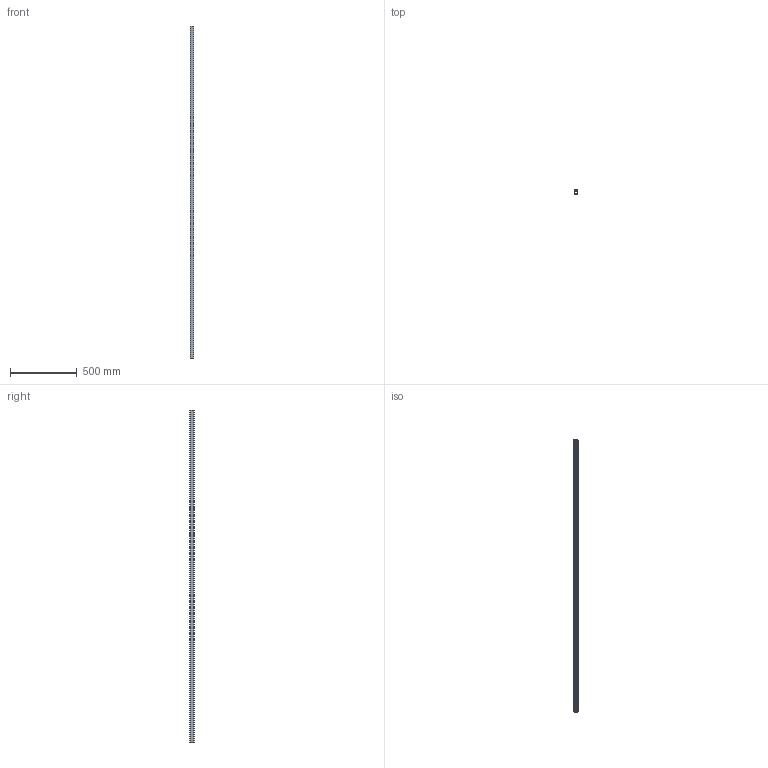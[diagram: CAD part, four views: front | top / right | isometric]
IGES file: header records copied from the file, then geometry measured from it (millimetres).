
Start section: VISI Layer Mapping Iges    VISI  12     240 LR  13     WARNINGS
Global section: file name: 100-240-LR-98in.igs; native system: VISI 20.0; preprocessor: 2.0; author: Adam; organization: Unknown; date: 20140706.162903; units: inch
Bounding box: 25.65 x 32 x 2489.2 mm (x, y, z)
Surface area: 578828.4 mm2 (no closed solid volume)
Topology: 0 solids, 0 shells, 162 faces, 1168 edges, 1168 vertices
Faces by surface type: bspline 162
